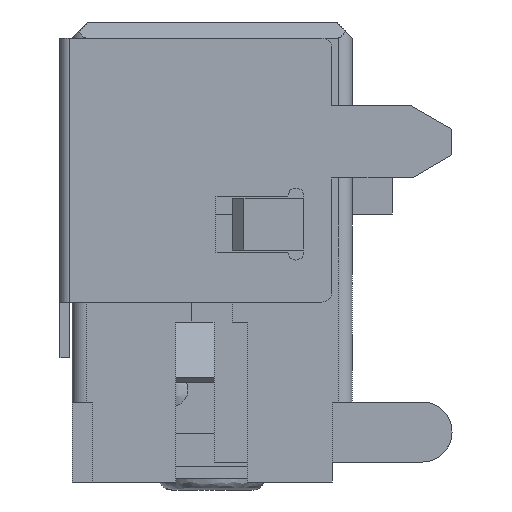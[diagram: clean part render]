
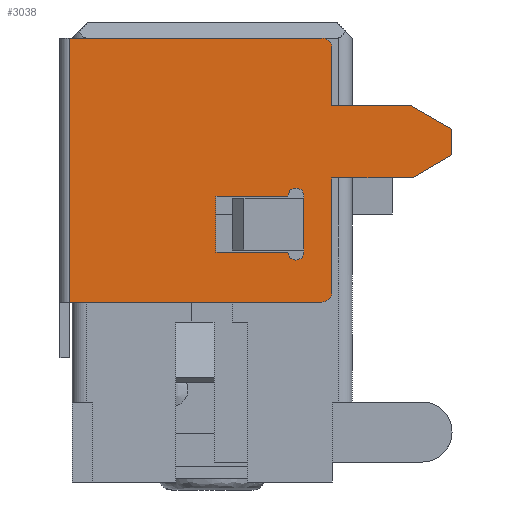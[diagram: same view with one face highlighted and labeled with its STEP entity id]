
A CAD part, left-side view. The second image highlights one B-rep face of the part: STEP entity #3038.
In plain terms, the highlighted face is planar.
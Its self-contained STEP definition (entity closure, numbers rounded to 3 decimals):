
#58 = VERTEX_POINT ( 'NONE', #2392 ) ;
#189 = DIRECTION ( 'NONE',  ( 0., -1., 0. ) ) ;
#370 = DIRECTION ( 'NONE',  ( 0., 0., 1. ) ) ;
#443 = DIRECTION ( 'NONE',  ( -1., 0., 0. ) ) ;
#455 = ORIENTED_EDGE ( 'NONE', *, *, #2801, .T. ) ;
#577 = LINE ( 'NONE', #11391, #2535 ) ;
#685 = EDGE_CURVE ( 'NONE', #6046, #2440, #8216, .T. ) ;
#799 = CARTESIAN_POINT ( 'NONE',  ( 12.1, 6.305, -5.195 ) ) ;
#1066 = ORIENTED_EDGE ( 'NONE', *, *, #10018, .T. ) ;
#1139 = AXIS2_PLACEMENT_3D ( 'NONE', #1190, #5746, #370 ) ;
#1172 = EDGE_LOOP ( 'NONE', ( #2314, #5404, #4143, #8120, #4950, #455 ) ) ;
#1190 = CARTESIAN_POINT ( 'NONE',  ( 16.75, 6.305, -1.945 ) ) ;
#1248 = VERTEX_POINT ( 'NONE', #3935 ) ;
#1305 = AXIS2_PLACEMENT_3D ( 'NONE', #10618, #2645, #5137 ) ;
#1315 = LINE ( 'NONE', #10298, #1963 ) ;
#1708 = VECTOR ( 'NONE', #3784, 1000. ) ;
#1776 = VECTOR ( 'NONE', #3212, 1000. ) ;
#1963 = VECTOR ( 'NONE', #8536, 1000. ) ;
#2055 = EDGE_CURVE ( 'NONE', #9497, #6046, #3905, .T. ) ;
#2125 = CARTESIAN_POINT ( 'NONE',  ( 26.928, 6.305, 4.355 ) ) ;
#2208 = CARTESIAN_POINT ( 'NONE',  ( 12.677, 6.305, -5.195 ) ) ;
#2284 = DIRECTION ( 'NONE',  ( 0., 0., 1. ) ) ;
#2314 = ORIENTED_EDGE ( 'NONE', *, *, #2950, .T. ) ;
#2320 = DIRECTION ( 'NONE',  ( -1., 0., 0. ) ) ;
#2392 = CARTESIAN_POINT ( 'NONE',  ( 12.1, 6.305, -2.195 ) ) ;
#2440 = VERTEX_POINT ( 'NONE', #9960 ) ;
#2520 = EDGE_CURVE ( 'NONE', #6401, #10029, #11033, .T. ) ;
#2535 = VECTOR ( 'NONE', #8844, 1000. ) ;
#2589 = CARTESIAN_POINT ( 'NONE',  ( 26.928, 6.305, -5.195 ) ) ;
#2603 = CARTESIAN_POINT ( 'NONE',  ( 15.75, 6.305, -1.095 ) ) ;
#2645 = DIRECTION ( 'NONE',  ( 0., -1., 0. ) ) ;
#2777 = CARTESIAN_POINT ( 'NONE',  ( 12.1, 6.305, -4.195 ) ) ;
#2784 = VECTOR ( 'NONE', #9287, 1000. ) ;
#2801 = EDGE_CURVE ( 'NONE', #9768, #8373, #2968, .T. ) ;
#2808 = CIRCLE ( 'NONE', #1305, 0.2 ) ;
#2810 = CARTESIAN_POINT ( 'NONE',  ( 16.75, 6.305, -2.195 ) ) ;
#2941 = CARTESIAN_POINT ( 'NONE',  ( 26.928, 6.305, -5.195 ) ) ;
#2950 = EDGE_CURVE ( 'NONE', #8373, #9249, #11443, .T. ) ;
#2968 = LINE ( 'NONE', #5681, #2784 ) ;
#3038 = ADVANCED_FACE ( 'NONE', ( #5246, #5308 ), #10679, .T. ) ;
#3157 = CARTESIAN_POINT ( 'NONE',  ( 26.928, 6.305, -1.495 ) ) ;
#3172 = CARTESIAN_POINT ( 'NONE',  ( 26.928, 6.305, -2.195 ) ) ;
#3212 = DIRECTION ( 'NONE',  ( 1., 0., 0. ) ) ;
#3385 = VECTOR ( 'NONE', #6545, 1000. ) ;
#3388 = LINE ( 'NONE', #3172, #8471 ) ;
#3439 = EDGE_CURVE ( 'NONE', #10304, #58, #9840, .T. ) ;
#3492 = VERTEX_POINT ( 'NONE', #2810 ) ;
#3569 = DIRECTION ( 'NONE',  ( 0., 0., 1. ) ) ;
#3746 = VERTEX_POINT ( 'NONE', #7048 ) ;
#3784 = DIRECTION ( 'NONE',  ( -1., 0., 0. ) ) ;
#3905 = LINE ( 'NONE', #2125, #1708 ) ;
#3935 = CARTESIAN_POINT ( 'NONE',  ( 13.9, 6.305, -4.195 ) ) ;
#4008 = CARTESIAN_POINT ( 'NONE',  ( 13.9, 6.305, -4.195 ) ) ;
#4143 = ORIENTED_EDGE ( 'NONE', *, *, #4160, .T. ) ;
#4160 = EDGE_CURVE ( 'NONE', #9339, #11405, #2808, .T. ) ;
#4495 = VECTOR ( 'NONE', #2320, 1000. ) ;
#4630 = CARTESIAN_POINT ( 'NONE',  ( 14.35, 6.305, -1.295 ) ) ;
#4678 = EDGE_CURVE ( 'NONE', #9249, #9339, #10425, .T. ) ;
#4686 = EDGE_CURVE ( 'NONE', #10029, #10304, #1315, .T. ) ;
#4782 = CARTESIAN_POINT ( 'NONE',  ( 10.4, 6.305, 4.355 ) ) ;
#4865 = ORIENTED_EDGE ( 'NONE', *, *, #2055, .F. ) ;
#4886 = VECTOR ( 'NONE', #2284, 1000. ) ;
#4950 = ORIENTED_EDGE ( 'NONE', *, *, #6963, .T. ) ;
#5082 = EDGE_CURVE ( 'NONE', #3746, #1248, #577, .T. ) ;
#5137 = DIRECTION ( 'NONE',  ( 0., 0., 1. ) ) ;
#5152 = CARTESIAN_POINT ( 'NONE',  ( 26.928, 6.305, 0.705 ) ) ;
#5246 = FACE_BOUND ( 'NONE', #1172, .T. ) ;
#5249 = VECTOR ( 'NONE', #9529, 1000. ) ;
#5292 = CIRCLE ( 'NONE', #10954, 0.25 ) ;
#5308 = FACE_OUTER_BOUND ( 'NONE', #11120, .T. ) ;
#5404 = ORIENTED_EDGE ( 'NONE', *, *, #4678, .T. ) ;
#5431 = EDGE_CURVE ( 'NONE', #3492, #3746, #3388, .T. ) ;
#5463 = CARTESIAN_POINT ( 'NONE',  ( 17., 6.305, 4.355 ) ) ;
#5501 = EDGE_CURVE ( 'NONE', #11405, #6130, #7779, .T. ) ;
#5681 = CARTESIAN_POINT ( 'NONE',  ( 14.35, 6.305, -5.195 ) ) ;
#5729 = EDGE_CURVE ( 'NONE', #58, #8436, #11052, .T. ) ;
#5736 = CARTESIAN_POINT ( 'NONE',  ( 14.35, 6.305, -1.095 ) ) ;
#5746 = DIRECTION ( 'NONE',  ( 0., 1., 0. ) ) ;
#5848 = CARTESIAN_POINT ( 'NONE',  ( 15.75, 6.305, 0.705 ) ) ;
#5985 = ORIENTED_EDGE ( 'NONE', *, *, #4686, .T. ) ;
#5998 = VECTOR ( 'NONE', #9778, 1000. ) ;
#6046 = VERTEX_POINT ( 'NONE', #4782 ) ;
#6068 = ORIENTED_EDGE ( 'NONE', *, *, #5729, .T. ) ;
#6130 = VERTEX_POINT ( 'NONE', #5848 ) ;
#6194 = DIRECTION ( 'NONE',  ( 0., 1., 0. ) ) ;
#6359 = CARTESIAN_POINT ( 'NONE',  ( 13.323, 6.305, -5.195 ) ) ;
#6401 = VERTEX_POINT ( 'NONE', #6359 ) ;
#6481 = LINE ( 'NONE', #4008, #10705 ) ;
#6501 = EDGE_CURVE ( 'NONE', #1248, #6401, #6481, .T. ) ;
#6525 = ORIENTED_EDGE ( 'NONE', *, *, #6501, .T. ) ;
#6545 = DIRECTION ( 'NONE',  ( -1., 0., 0. ) ) ;
#6763 = DIRECTION ( 'NONE',  ( 0., 0., 1. ) ) ;
#6817 = VERTEX_POINT ( 'NONE', #9352 ) ;
#6820 = CIRCLE ( 'NONE', #1139, 0.25 ) ;
#6963 = EDGE_CURVE ( 'NONE', #6130, #9768, #10429, .T. ) ;
#7048 = CARTESIAN_POINT ( 'NONE',  ( 13.9, 6.305, -2.195 ) ) ;
#7125 = CARTESIAN_POINT ( 'NONE',  ( 15.75, 6.305, -1.495 ) ) ;
#7449 = CARTESIAN_POINT ( 'NONE',  ( 10.4, 6.305, 4.605 ) ) ;
#7611 = DIRECTION ( 'NONE',  ( -0.5, 0., -0.866 ) ) ;
#7719 = EDGE_CURVE ( 'NONE', #9497, #6817, #10447, .T. ) ;
#7779 = LINE ( 'NONE', #11377, #4886 ) ;
#7924 = ORIENTED_EDGE ( 'NONE', *, *, #2520, .T. ) ;
#8068 = ORIENTED_EDGE ( 'NONE', *, *, #3439, .T. ) ;
#8120 = ORIENTED_EDGE ( 'NONE', *, *, #5501, .T. ) ;
#8216 = LINE ( 'NONE', #7449, #11351 ) ;
#8236 = ORIENTED_EDGE ( 'NONE', *, *, #5082, .T. ) ;
#8373 = VERTEX_POINT ( 'NONE', #5736 ) ;
#8436 = VERTEX_POINT ( 'NONE', #8957 ) ;
#8471 = VECTOR ( 'NONE', #443, 1000. ) ;
#8536 = DIRECTION ( 'NONE',  ( -0.5, 0., 0.866 ) ) ;
#8644 = VECTOR ( 'NONE', #10602, 1000. ) ;
#8844 = DIRECTION ( 'NONE',  ( 0., 0., -1. ) ) ;
#8957 = CARTESIAN_POINT ( 'NONE',  ( 10.65, 6.305, -2.195 ) ) ;
#9100 = DIRECTION ( 'NONE',  ( 0., 0., -1. ) ) ;
#9249 = VERTEX_POINT ( 'NONE', #10333 ) ;
#9283 = ORIENTED_EDGE ( 'NONE', *, *, #5431, .T. ) ;
#9287 = DIRECTION ( 'NONE',  ( 0., 0., -1. ) ) ;
#9339 = VERTEX_POINT ( 'NONE', #7125 ) ;
#9352 = CARTESIAN_POINT ( 'NONE',  ( 17., 6.305, -1.945 ) ) ;
#9369 = AXIS2_PLACEMENT_3D ( 'NONE', #2589, #6194, #9793 ) ;
#9398 = AXIS2_PLACEMENT_3D ( 'NONE', #4630, #11658, #3569 ) ;
#9497 = VERTEX_POINT ( 'NONE', #5463 ) ;
#9508 = ORIENTED_EDGE ( 'NONE', *, *, #685, .F. ) ;
#9529 = DIRECTION ( 'NONE',  ( -1., 0., 0. ) ) ;
#9742 = ORIENTED_EDGE ( 'NONE', *, *, #7719, .T. ) ;
#9768 = VERTEX_POINT ( 'NONE', #11320 ) ;
#9778 = DIRECTION ( 'NONE',  ( 0., 0., 1. ) ) ;
#9793 = DIRECTION ( 'NONE',  ( 1., 0., 0. ) ) ;
#9840 = LINE ( 'NONE', #799, #5998 ) ;
#9960 = CARTESIAN_POINT ( 'NONE',  ( 10.4, 6.305, -1.945 ) ) ;
#9983 = EDGE_CURVE ( 'NONE', #2440, #8436, #5292, .T. ) ;
#10018 = EDGE_CURVE ( 'NONE', #6817, #3492, #6820, .T. ) ;
#10029 = VERTEX_POINT ( 'NONE', #2208 ) ;
#10226 = CARTESIAN_POINT ( 'NONE',  ( 26.928, 6.305, -2.195 ) ) ;
#10298 = CARTESIAN_POINT ( 'NONE',  ( 12.677, 6.305, -5.195 ) ) ;
#10304 = VERTEX_POINT ( 'NONE', #2777 ) ;
#10333 = CARTESIAN_POINT ( 'NONE',  ( 14.35, 6.305, -1.495 ) ) ;
#10425 = LINE ( 'NONE', #3157, #1776 ) ;
#10429 = LINE ( 'NONE', #5152, #5249 ) ;
#10447 = LINE ( 'NONE', #11437, #8644 ) ;
#10602 = DIRECTION ( 'NONE',  ( 0., 0., -1. ) ) ;
#10618 = CARTESIAN_POINT ( 'NONE',  ( 15.75, 6.305, -1.295 ) ) ;
#10679 = PLANE ( 'NONE',  #9369 ) ;
#10705 = VECTOR ( 'NONE', #7611, 1000. ) ;
#10903 = ORIENTED_EDGE ( 'NONE', *, *, #9983, .F. ) ;
#10954 = AXIS2_PLACEMENT_3D ( 'NONE', #11065, #189, #6763 ) ;
#11033 = LINE ( 'NONE', #2941, #3385 ) ;
#11052 = LINE ( 'NONE', #10226, #4495 ) ;
#11065 = CARTESIAN_POINT ( 'NONE',  ( 10.65, 6.305, -1.945 ) ) ;
#11120 = EDGE_LOOP ( 'NONE', ( #4865, #9742, #1066, #9283, #8236, #6525, #7924, #5985, #8068, #6068, #10903, #9508 ) ) ;
#11320 = CARTESIAN_POINT ( 'NONE',  ( 14.35, 6.305, 0.705 ) ) ;
#11351 = VECTOR ( 'NONE', #9100, 1000. ) ;
#11377 = CARTESIAN_POINT ( 'NONE',  ( 15.75, 6.305, -5.195 ) ) ;
#11391 = CARTESIAN_POINT ( 'NONE',  ( 13.9, 6.305, -5.195 ) ) ;
#11405 = VERTEX_POINT ( 'NONE', #2603 ) ;
#11437 = CARTESIAN_POINT ( 'NONE',  ( 17., 6.305, -5.195 ) ) ;
#11443 = CIRCLE ( 'NONE', #9398, 0.2 ) ;
#11658 = DIRECTION ( 'NONE',  ( 0., -1., 0. ) ) ;
